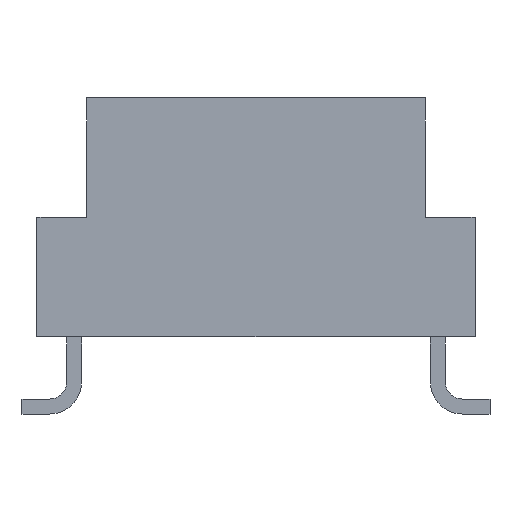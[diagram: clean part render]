
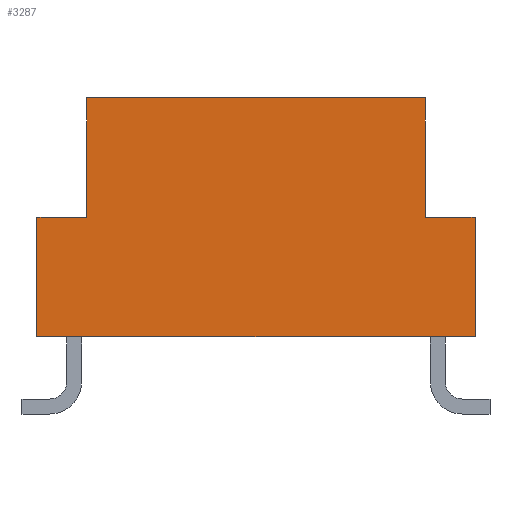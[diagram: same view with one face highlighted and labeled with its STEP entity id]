
A CAD part, front view. The second image highlights one B-rep face of the part: STEP entity #3287.
In plain terms, the highlighted planar face has unit normal (0, -1, 0).
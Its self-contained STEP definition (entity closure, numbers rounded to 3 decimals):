
#3080 = VERTEX_POINT('',#3081);
#3081 = CARTESIAN_POINT('',(-4.4,-6.35,1.6));
#3098 = VERTEX_POINT('',#3099);
#3099 = CARTESIAN_POINT('',(4.4,-6.35,1.6));
#3105 = EDGE_CURVE('',#3098,#3080,#3106,.T.);
#3106 = LINE('',#3107,#3108);
#3107 = CARTESIAN_POINT('',(4.4,-6.35,1.6));
#3108 = VECTOR('',#3109,1.);
#3109 = DIRECTION('',(-1.,0.,0.));
#3142 = VERTEX_POINT('',#3143);
#3143 = CARTESIAN_POINT('',(3.4,-6.35,4.));
#3149 = EDGE_CURVE('',#3150,#3142,#3152,.T.);
#3150 = VERTEX_POINT('',#3151);
#3151 = CARTESIAN_POINT('',(4.4,-6.35,4.));
#3152 = LINE('',#3153,#3154);
#3153 = CARTESIAN_POINT('',(4.4,-6.35,4.));
#3154 = VECTOR('',#3155,1.);
#3155 = DIRECTION('',(-1.,0.,0.));
#3172 = EDGE_CURVE('',#3098,#3150,#3173,.T.);
#3173 = LINE('',#3174,#3175);
#3174 = CARTESIAN_POINT('',(4.4,-6.35,1.6));
#3175 = VECTOR('',#3176,1.);
#3176 = DIRECTION('',(0.,0.,1.));
#3194 = VERTEX_POINT('',#3195);
#3195 = CARTESIAN_POINT('',(-4.4,-6.35,4.));
#3210 = EDGE_CURVE('',#3080,#3194,#3211,.T.);
#3211 = LINE('',#3212,#3213);
#3212 = CARTESIAN_POINT('',(-4.4,-6.35,1.6));
#3213 = VECTOR('',#3214,1.);
#3214 = DIRECTION('',(0.,0.,1.));
#3252 = VERTEX_POINT('',#3253);
#3253 = CARTESIAN_POINT('',(-3.4,-6.35,4.));
#3261 = EDGE_CURVE('',#3262,#3252,#3264,.T.);
#3262 = VERTEX_POINT('',#3263);
#3263 = CARTESIAN_POINT('',(-3.4,-6.35,6.4));
#3264 = LINE('',#3265,#3266);
#3265 = CARTESIAN_POINT('',(-3.4,-6.35,6.4));
#3266 = VECTOR('',#3267,1.);
#3267 = DIRECTION('',(-0.,0.,-1.));
#3287 = ADVANCED_FACE('',(#3288),#3315,.T.);
#3288 = FACE_BOUND('',#3289,.T.);
#3289 = EDGE_LOOP('',(#3290,#3291,#3297,#3298,#3299,#3300,#3301,#3309));
#3290 = ORIENTED_EDGE('',*,*,#3261,.T.);
#3291 = ORIENTED_EDGE('',*,*,#3292,.T.);
#3292 = EDGE_CURVE('',#3252,#3194,#3293,.T.);
#3293 = LINE('',#3294,#3295);
#3294 = CARTESIAN_POINT('',(4.4,-6.35,4.));
#3295 = VECTOR('',#3296,1.);
#3296 = DIRECTION('',(-1.,0.,0.));
#3297 = ORIENTED_EDGE('',*,*,#3210,.F.);
#3298 = ORIENTED_EDGE('',*,*,#3105,.F.);
#3299 = ORIENTED_EDGE('',*,*,#3172,.T.);
#3300 = ORIENTED_EDGE('',*,*,#3149,.T.);
#3301 = ORIENTED_EDGE('',*,*,#3302,.F.);
#3302 = EDGE_CURVE('',#3303,#3142,#3305,.T.);
#3303 = VERTEX_POINT('',#3304);
#3304 = CARTESIAN_POINT('',(3.4,-6.35,6.4));
#3305 = LINE('',#3306,#3307);
#3306 = CARTESIAN_POINT('',(3.4,-6.35,6.4));
#3307 = VECTOR('',#3308,1.);
#3308 = DIRECTION('',(-0.,0.,-1.));
#3309 = ORIENTED_EDGE('',*,*,#3310,.T.);
#3310 = EDGE_CURVE('',#3303,#3262,#3311,.T.);
#3311 = LINE('',#3312,#3313);
#3312 = CARTESIAN_POINT('',(3.4,-6.35,6.4));
#3313 = VECTOR('',#3314,1.);
#3314 = DIRECTION('',(-1.,0.,0.));
#3315 = PLANE('',#3316);
#3316 = AXIS2_PLACEMENT_3D('',#3317,#3318,#3319);
#3317 = CARTESIAN_POINT('',(3.4,-6.35,6.4));
#3318 = DIRECTION('',(0.,-1.,0.));
#3319 = DIRECTION('',(1.,0.,0.));
